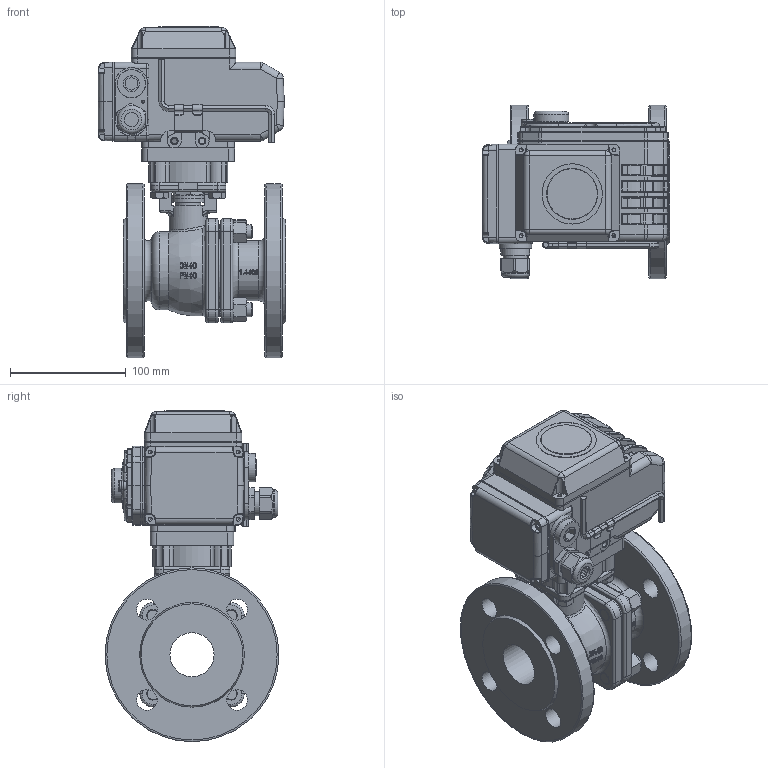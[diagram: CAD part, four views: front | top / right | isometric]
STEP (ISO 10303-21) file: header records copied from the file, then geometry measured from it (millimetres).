
FILE_DESCRIPTION(/* description */ ('Unknown'),/* implementation_level */ '2;1');
FILE_NAME(/* name */ 'AE06_07 0921_0930-08',/* time_stamp */ '2024-05-16T08:54:15+02:00',/* author */ ('Unknown'),/* organization */ ('Unknown'),/* preprocessor_version */ 'ST-DEVELOPER v19.4',/* originating_system */ 'Solid Edge',/* authorisation */ 'Unknown');
FILE_SCHEMA (('AUTOMOTIVE_DESIGN {1 0 10303 214 3 1 1}'));
Products named in the file (36): AE50-8.200.040; 921_930-08; 錨璃1; Hex thin nuts Grades AB GB_GB_FASTENER_NUT_STNABTT M16X1.5-N; Hexagon nuts grade C GB_GB_FASTENER_NUT_SNC1 M12-N; Hex lobular socket thread forming screws GB_GB_CROSS_SCREWS_TYPE142 M
6X12-N; Hex thin nuts-Grades AB-Chamfered GB_GB_FASTENER_NUT_STNAB M6-N; Double end studs bm=1d GB_GB_FASTENER_BOLT_DESB1 A M12X28-N; 跡鰍; 評倛粟え; 滅侂菜え; 方口垫圈; AE04-AE08_(AE30_AE50); Z倰眊极橾遴20170830; 驱动盖组件; 驱动盖胶垫; Z倰忒梟縐啣; NQ10-034 梓僅啣; NQ10-033 硌渀; 萇蚾裔郪璃; 萇蚾裔; NQ10-035 噩え; 萇蚾裔蝶菜; 秶郘裔郪璃; 秶郘裔; 秶郘裔蝶菜; 盄黑; 盄坶; 盄坶1; 盄坶2; NQZ-018忒雄紱釬諳裔; Z型驱动盖最新外型20170830; 假蚾啣; 薊粣ん; 忒梟; DIN 933 M8x20 A2-70 BLK_EDST
Assembly tree (45 placements, depth 4):
  AE50-8.200.040
    921_930-08
      錨璃1
      Hex thin nuts Grades AB GB_GB_FASTENER_NUT_STNABTT M16X1.5-N
      Hexagon nuts grade C GB_GB_FASTENER_NUT_SNC1 M12-N  x4
      Hex lobular socket thread forming screws GB_GB_CROSS_SCREWS_TYPE142 M
6X12-N
      Hex thin nuts-Grades AB-Chamfered GB_GB_FASTENER_NUT_STNAB M6-N
      Double end studs bm=1d GB_GB_FASTENER_BOLT_DESB1 A M12X28-N  x4
      跡鰍
      評倛粟え  x2
      滅侂菜え
      方口垫圈
    AE04-AE08_(AE30_AE50)
      Z倰眊极橾遴20170830
      驱动盖组件
        驱动盖胶垫
      Z倰忒梟縐啣
      NQ10-034 梓僅啣
      NQ10-033 硌渀
      萇蚾裔郪璃
        萇蚾裔
        NQ10-035 噩え
        萇蚾裔蝶菜
      秶郘裔郪璃
        秶郘裔
        秶郘裔蝶菜
      盄黑
      盄坶
        盄坶1
        盄坶2
      NQZ-018忒雄紱釬諳裔
      Z型驱动盖最新外型20170830
      假蚾啣
      薊粣ん
      忒梟
    DIN 933 M8x20 A2-70 BLK_EDST  x4
Bounding box: 161.6 x 150 x 286 mm (x, y, z)
Volume: 1967723.3 mm3; surface area: 400276.9 mm2
Topology: 39 solids, 41 shells, 3177 faces, 8046 edges, 5060 vertices
Faces by surface type: plane 1267, cylinder 1013, bspline 354, torus 331, cone 175, sphere 37
Full cylindrical faces by diameter (mm): 2.5 x2, 3.2 x2, 3.3 x22, 3.5 x1, 4 x6, 4.2 x5, 4.5 x14, 4.8 x14, 4.917 x1, 5 x14, 6 x1, 6.5 x4, 6.6 x2, 6.8 x8, 7 x4, 8 x5, 8.5 x4, 10.1 x4, 10.106 x4, 12 x12, 12.3 x1, 13 x4, 13.2 x1, 13.5 x1, 13.8 x1, 14 x1, 14.376 x1, 14.4 x2, 15 x3, 15.6 x1
Entity records: 119698 total; most frequent: CARTESIAN_POINT 47678, ORIENTED_EDGE 14712, DIRECTION 14367, EDGE_CURVE 7356, AXIS2_PLACEMENT_3D 5360, VERTEX_POINT 4836, FACE_BOUND 3676, EDGE_LOOP 3652
